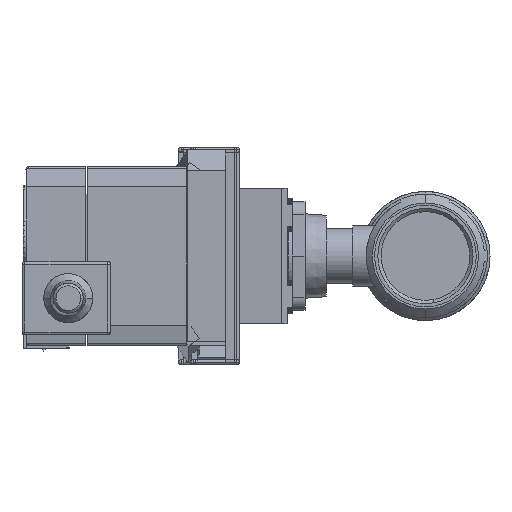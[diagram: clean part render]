
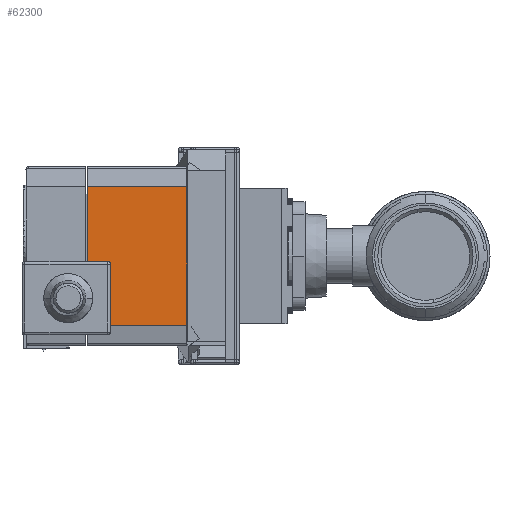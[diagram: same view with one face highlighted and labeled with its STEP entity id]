
A CAD part, left-side view. The second image highlights one B-rep face of the part: STEP entity #62300.
In plain terms, the highlighted face is planar.
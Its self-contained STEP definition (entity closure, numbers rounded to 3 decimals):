
#926 = CARTESIAN_POINT ( 'NONE',  ( 121., -2.478, 76.108 ) ) ;
#3011 = ORIENTED_EDGE ( 'NONE', *, *, #27614, .F. ) ;
#3652 = EDGE_LOOP ( 'NONE', ( #6413, #29435, #5800, #21722, #3011, #36416, #8108 ) ) ;
#4990 = EDGE_CURVE ( 'NONE', #15805, #18184, #48911, .T. ) ;
#5086 = DIRECTION ( 'NONE',  ( 0., 0., 1. ) ) ;
#5251 = CARTESIAN_POINT ( 'NONE',  ( 121., -25.475, 66.25 ) ) ;
#5800 = ORIENTED_EDGE ( 'NONE', *, *, #4990, .F. ) ;
#5856 = DIRECTION ( 'NONE',  ( -1., 0., 0. ) ) ;
#6099 = LINE ( 'NONE', #31202, #50105 ) ;
#6290 = VERTEX_POINT ( 'NONE', #51487 ) ;
#6413 = ORIENTED_EDGE ( 'NONE', *, *, #39000, .T. ) ;
#7468 = VERTEX_POINT ( 'NONE', #44693 ) ;
#8108 = ORIENTED_EDGE ( 'NONE', *, *, #54606, .T. ) ;
#10157 = VECTOR ( 'NONE', #5086, 1000. ) ;
#10322 = DIRECTION ( 'NONE',  ( 0., 0., 1. ) ) ;
#11403 = AXIS2_PLACEMENT_3D ( 'NONE', #54172, #5856, #10322 ) ;
#12017 = VERTEX_POINT ( 'NONE', #49142 ) ;
#12164 = EDGE_CURVE ( 'NONE', #18184, #7468, #58651, .T. ) ;
#13858 = CARTESIAN_POINT ( 'NONE',  ( 121., -2., 84.5 ) ) ;
#14329 = EDGE_CURVE ( 'NONE', #27474, #6290, #48764, .T. ) ;
#14871 = CARTESIAN_POINT ( 'NONE',  ( 121., -2.108, 76.478 ) ) ;
#15805 = VERTEX_POINT ( 'NONE', #50920 ) ;
#18184 = VERTEX_POINT ( 'NONE', #13858 ) ;
#18213 = VERTEX_POINT ( 'NONE', #24341 ) ;
#18510 = VECTOR ( 'NONE', #35685, 1000. ) ;
#19322 = CARTESIAN_POINT ( 'NONE',  ( 121., -2., 76.738 ) ) ;
#19943 = CARTESIAN_POINT ( 'NONE',  ( 121., -2.738, 76. ) ) ;
#20103 = DIRECTION ( 'NONE',  ( 0., 1., 0. ) ) ;
#20409 = EDGE_CURVE ( 'NONE', #18213, #15805, #31377, .T. ) ;
#21722 = ORIENTED_EDGE ( 'NONE', *, *, #20409, .F. ) ;
#22455 = DIRECTION ( 'NONE',  ( 0., 0., 1. ) ) ;
#24341 = CARTESIAN_POINT ( 'NONE',  ( 121., -3., 76. ) ) ;
#24577 = CARTESIAN_POINT ( 'NONE',  ( 121., -25.475, 48. ) ) ;
#24912 = CARTESIAN_POINT ( 'NONE',  ( 121., 0., 84.5 ) ) ;
#25736 = VECTOR ( 'NONE', #20103, 1000. ) ;
#27474 = VERTEX_POINT ( 'NONE', #24577 ) ;
#27495 = CARTESIAN_POINT ( 'NONE',  ( 121., 25.5, 66.25 ) ) ;
#27614 = EDGE_CURVE ( 'NONE', #6290, #18213, #6099, .T. ) ;
#29244 = CARTESIAN_POINT ( 'NONE',  ( 121., -2., 66.25 ) ) ;
#29435 = ORIENTED_EDGE ( 'NONE', *, *, #12164, .F. ) ;
#30394 = VECTOR ( 'NONE', #22455, 1000. ) ;
#31202 = CARTESIAN_POINT ( 'NONE',  ( 121., 0., 76. ) ) ;
#31377 = B_SPLINE_CURVE_WITH_KNOTS ( 'NONE', 3,
 ( #39025, #19943, #926, #14871, #19322, #39650 ),
 .UNSPECIFIED., .F., .F.,
 ( 4, 2, 4 ),
 ( 0., 0.5, 1. ),
 .UNSPECIFIED. ) ;
#32823 = VECTOR ( 'NONE', #46460, 1000. ) ;
#35685 = DIRECTION ( 'NONE',  ( 0., 1., 0. ) ) ;
#36416 = ORIENTED_EDGE ( 'NONE', *, *, #14329, .F. ) ;
#39000 = EDGE_CURVE ( 'NONE', #12017, #7468, #47512, .T. ) ;
#39025 = CARTESIAN_POINT ( 'NONE',  ( 121., -3., 76. ) ) ;
#39650 = CARTESIAN_POINT ( 'NONE',  ( 121., -2., 77. ) ) ;
#39810 = DIRECTION ( 'NONE',  ( 0., 1., 0. ) ) ;
#44693 = CARTESIAN_POINT ( 'NONE',  ( 121., 25.5, 84.5 ) ) ;
#46090 = CARTESIAN_POINT ( 'NONE',  ( 121., 0., 48. ) ) ;
#46399 = LINE ( 'NONE', #46090, #18510 ) ;
#46460 = DIRECTION ( 'NONE',  ( 0., 0., 1. ) ) ;
#47512 = LINE ( 'NONE', #27495, #30394 ) ;
#48764 = LINE ( 'NONE', #5251, #32823 ) ;
#48911 = LINE ( 'NONE', #29244, #10157 ) ;
#49142 = CARTESIAN_POINT ( 'NONE',  ( 121., 25.5, 48. ) ) ;
#50105 = VECTOR ( 'NONE', #39810, 1000. ) ;
#50920 = CARTESIAN_POINT ( 'NONE',  ( 121., -2., 77. ) ) ;
#51487 = CARTESIAN_POINT ( 'NONE',  ( 121., -25.475, 76. ) ) ;
#54172 = CARTESIAN_POINT ( 'NONE',  ( 121., 0., 66.25 ) ) ;
#54606 = EDGE_CURVE ( 'NONE', #27474, #12017, #46399, .T. ) ;
#57772 = PLANE ( 'NONE',  #11403 ) ;
#58651 = LINE ( 'NONE', #24912, #25736 ) ;
#62300 = ADVANCED_FACE ( 'NONE', ( #62508 ), #57772, .F. ) ;
#62508 = FACE_OUTER_BOUND ( 'NONE', #3652, .T. ) ;
